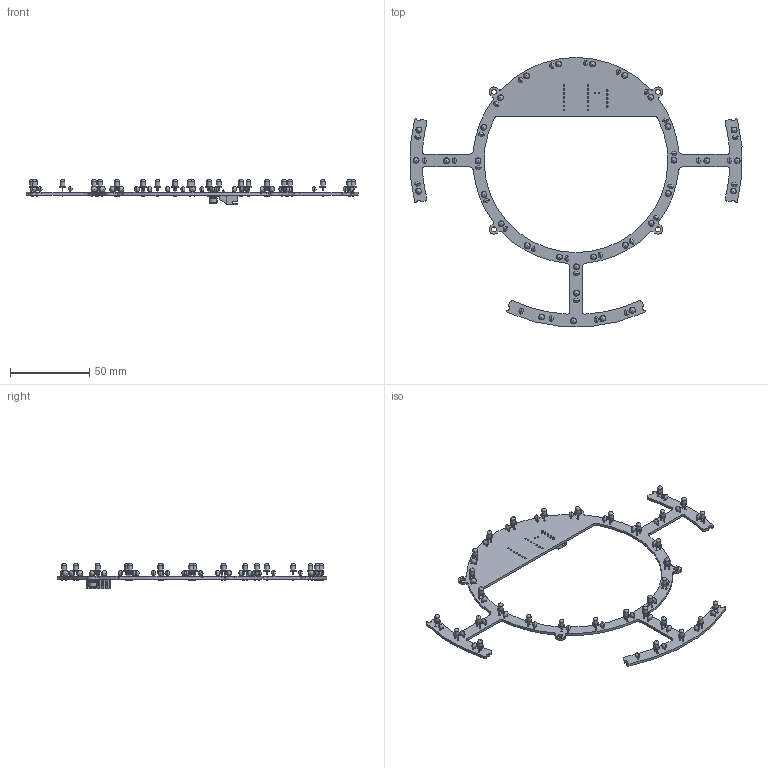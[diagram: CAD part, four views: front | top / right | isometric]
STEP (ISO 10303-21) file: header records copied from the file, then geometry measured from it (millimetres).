
FILE_DESCRIPTION(('KiCad electronic assembly'),'2;1');
FILE_NAME('engel_line_board_v2.step','2023-12-25T18:18:34',('Pcbnew'),( 'Kicad'),'Open CASCADE STEP processor 7.6','KiCad to STEP converter' ,'Unknown');
FILE_SCHEMA(('AUTOMOTIVE_DESIGN { 1 0 10303 214 1 1 1 1 }'));
Length unit declared in the file: millimetre
Products named in the file (10): engel_line_board_v2 1; LED_D3.0mm_Clear; SOLID; C_Disc_D3.8mm_W2.6mm_P2.50mm; CP_Radial_D5.0mm_P2.50mm; JST_XH_S5B-XH-A_1x05_P2.50mm_Horizontal; _autosave-engel_line_board_v2 PCB
Assembly tree (71 placements, depth 3):
  engel_line_board_v2 1
    LED_D3.0mm_Clear  x32
      SOLID
    C_Disc_D3.8mm_W2.6mm_P2.50mm  x32
      SOLID
    CP_Radial_D5.0mm_P2.50mm
      SOLID
    JST_XH_S5B-XH-A_1x05_P2.50mm_Horizontal
      SOLID
    _autosave-engel_line_board_v2 PCB
Bounding box: 209.29 x 169.63 x 16.1 mm (x, y, z)
Volume: 13683.6 mm3; surface area: 22283.4 mm2
Topology: 67 solids, 68 shells, 1323 faces, 3349 edges, 2174 vertices
Faces by surface type: plane 705, cylinder 381, revolution 133, sphere 96, bspline 6, torus 2
Full cylindrical faces by diameter (mm): 0.5 x66, 0.8 x66, 0.9 x64, 0.95 x5, 1 x14, 2.9 x32, 3.2 x4
Entity records: 41673 total; most frequent: CARTESIAN_POINT 9438, DIRECTION 5875, LINE 3119, VECTOR 3119, ORIENTED_EDGE 2848, PCURVE 2848, DEFINITIONAL_REPRESENTATION 2848, EDGE_CURVE 1424
